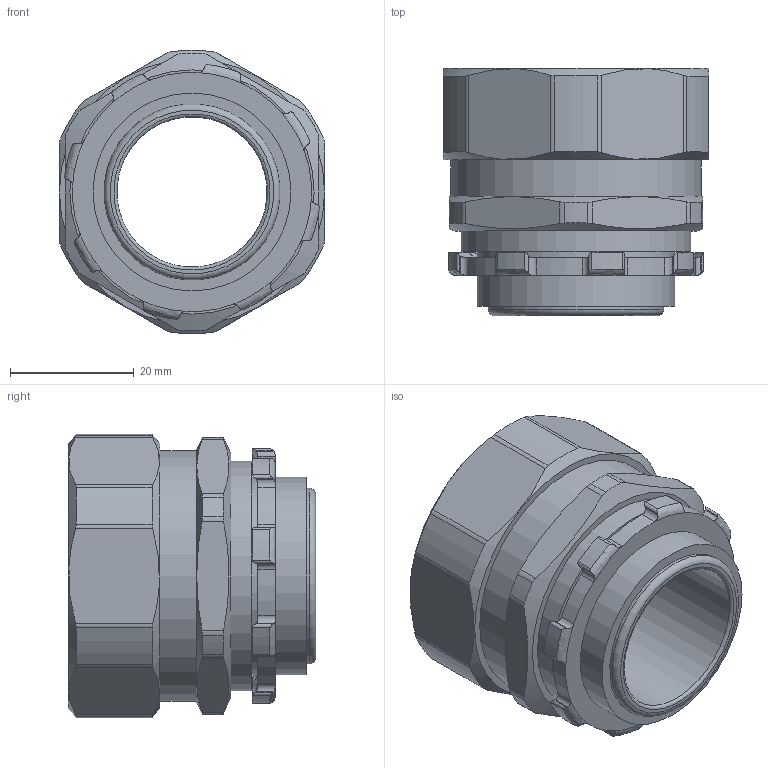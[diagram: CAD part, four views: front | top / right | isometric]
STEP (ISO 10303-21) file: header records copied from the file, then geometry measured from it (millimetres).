
FILE_DESCRIPTION(/* description */ (''),/* implementation_level */ '2;1');
FILE_NAME(/* name */ '',/* time_stamp */ '2025-06-23T14:59:44+07:00',/* author */ ('zeta-82'),/* organization */ (''),/* preprocessor_version */ 'ST-DEVELOPER v19.2',/* originating_system */ 'Autodesk Inventor 2024',/* authorisation */ '');
FILE_SCHEMA (('AUTOMOTIVE_DESIGN { 1 0 10303 214 3 1 1 }'));
Length unit declared in the file: millimetre
Products named in the file (1): АТК-25
Bounding box: 43 x 40 x 45.84 mm (x, y, z)
Volume: 22694.8 mm3; surface area: 11935.7 mm2
Topology: 1 solids, 1 shells, 151 faces, 394 edges, 252 vertices
Faces by surface type: cylinder 91, plane 37, torus 18, cone 5
Full cylindrical faces by diameter (mm): 24.3 x1, 28.5 x1, 32 x2, 34.1 x1, 37.2 x1, 40.6 x1
Entity records: 5639 total; most frequent: CARTESIAN_POINT 1978, ORIENTED_EDGE 788, DIRECTION 628, EDGE_CURVE 394, VERTEX_POINT 252, AXIS2_PLACEMENT_3D 252, EDGE_LOOP 160, STYLED_ITEM 151
